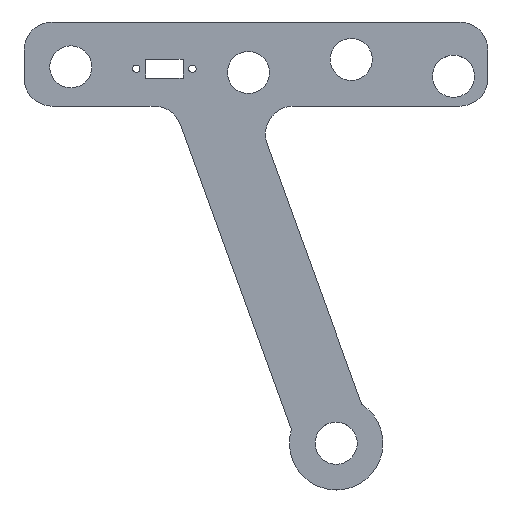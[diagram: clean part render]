
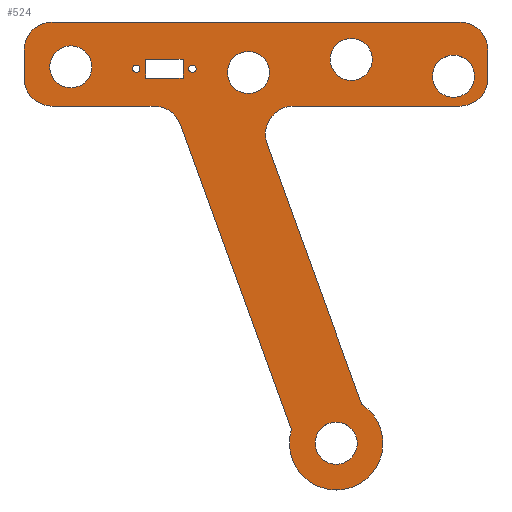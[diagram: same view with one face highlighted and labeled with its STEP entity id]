
A CAD part, top view. The second image highlights one B-rep face of the part: STEP entity #524.
In plain terms, the highlighted planar face has unit normal (0, 0, 1).
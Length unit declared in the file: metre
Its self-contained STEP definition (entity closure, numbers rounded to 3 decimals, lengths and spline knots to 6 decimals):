
#13=CIRCLE('',#547,0.01905);
#15=CIRCLE('',#551,0.01905);
#17=CIRCLE('',#555,0.01905);
#19=CIRCLE('',#559,0.01905);
#21=CIRCLE('',#563,0.03175);
#23=CIRCLE('',#567,0.01905);
#24=CIRCLE('',#570,0.014288);
#26=CIRCLE('',#573,0.014288);
#28=CIRCLE('',#576,0.014288);
#30=CIRCLE('',#579,0.014288);
#32=CIRCLE('',#582,0.014288);
#35=CIRCLE('',#586,0.01905);
#36=CIRCLE('',#589,0.002489);
#37=CIRCLE('',#590,0.002489);
#136=ORIENTED_EDGE('',*,*,#254,.T.);
#137=ORIENTED_EDGE('',*,*,#255,.T.);
#138=ORIENTED_EDGE('',*,*,#202,.F.);
#139=ORIENTED_EDGE('',*,*,#206,.T.);
#140=ORIENTED_EDGE('',*,*,#209,.F.);
#141=ORIENTED_EDGE('',*,*,#212,.T.);
#142=ORIENTED_EDGE('',*,*,#215,.T.);
#143=ORIENTED_EDGE('',*,*,#218,.T.);
#144=ORIENTED_EDGE('',*,*,#221,.T.);
#145=ORIENTED_EDGE('',*,*,#224,.F.);
#146=ORIENTED_EDGE('',*,*,#227,.T.);
#147=ORIENTED_EDGE('',*,*,#230,.T.);
#148=ORIENTED_EDGE('',*,*,#233,.F.);
#149=ORIENTED_EDGE('',*,*,#236,.F.);
#150=ORIENTED_EDGE('',*,*,#239,.F.);
#151=ORIENTED_EDGE('',*,*,#251,.T.);
#152=ORIENTED_EDGE('',*,*,#248,.F.);
#153=ORIENTED_EDGE('',*,*,#246,.F.);
#154=ORIENTED_EDGE('',*,*,#244,.F.);
#155=ORIENTED_EDGE('',*,*,#242,.F.);
#156=ORIENTED_EDGE('',*,*,#240,.F.);
#157=ORIENTED_EDGE('',*,*,#192,.F.);
#158=ORIENTED_EDGE('',*,*,#196,.T.);
#159=ORIENTED_EDGE('',*,*,#199,.T.);
#160=ORIENTED_EDGE('',*,*,#253,.F.);
#192=EDGE_CURVE('',#260,#261,#310,.T.);
#196=EDGE_CURVE('',#260,#263,#314,.T.);
#199=EDGE_CURVE('',#263,#265,#317,.T.);
#202=EDGE_CURVE('',#268,#269,#320,.T.);
#206=EDGE_CURVE('',#268,#271,#13,.T.);
#209=EDGE_CURVE('',#273,#271,#325,.T.);
#212=EDGE_CURVE('',#273,#275,#15,.T.);
#215=EDGE_CURVE('',#275,#277,#329,.T.);
#218=EDGE_CURVE('',#277,#279,#17,.T.);
#221=EDGE_CURVE('',#279,#281,#333,.T.);
#224=EDGE_CURVE('',#283,#281,#19,.T.);
#227=EDGE_CURVE('',#283,#285,#337,.T.);
#230=EDGE_CURVE('',#285,#287,#21,.T.);
#233=EDGE_CURVE('',#289,#287,#341,.T.);
#236=EDGE_CURVE('',#291,#289,#23,.T.);
#239=EDGE_CURVE('',#293,#291,#345,.T.);
#240=EDGE_CURVE('',#294,#294,#24,.T.);
#242=EDGE_CURVE('',#296,#296,#26,.T.);
#244=EDGE_CURVE('',#298,#298,#28,.T.);
#246=EDGE_CURVE('',#300,#300,#30,.T.);
#248=EDGE_CURVE('',#302,#302,#32,.T.);
#251=EDGE_CURVE('',#293,#269,#35,.T.);
#253=EDGE_CURVE('',#261,#265,#347,.T.);
#254=EDGE_CURVE('',#304,#304,#36,.F.);
#255=EDGE_CURVE('',#305,#305,#37,.F.);
#260=VERTEX_POINT('',#754);
#261=VERTEX_POINT('',#756);
#263=VERTEX_POINT('',#762);
#265=VERTEX_POINT('',#768);
#268=VERTEX_POINT('',#775);
#269=VERTEX_POINT('',#777);
#271=VERTEX_POINT('',#783);
#273=VERTEX_POINT('',#789);
#275=VERTEX_POINT('',#795);
#277=VERTEX_POINT('',#801);
#279=VERTEX_POINT('',#807);
#281=VERTEX_POINT('',#813);
#283=VERTEX_POINT('',#819);
#285=VERTEX_POINT('',#825);
#287=VERTEX_POINT('',#831);
#289=VERTEX_POINT('',#837);
#291=VERTEX_POINT('',#843);
#293=VERTEX_POINT('',#849);
#294=VERTEX_POINT('',#853);
#296=VERTEX_POINT('',#858);
#298=VERTEX_POINT('',#863);
#300=VERTEX_POINT('',#868);
#302=VERTEX_POINT('',#873);
#304=VERTEX_POINT('',#884);
#305=VERTEX_POINT('',#886);
#310=LINE('',#755,#350);
#314=LINE('',#763,#354);
#317=LINE('',#769,#357);
#320=LINE('',#776,#360);
#325=LINE('',#790,#365);
#329=LINE('',#802,#369);
#333=LINE('',#814,#373);
#337=LINE('',#826,#377);
#341=LINE('',#838,#381);
#345=LINE('',#850,#385);
#347=LINE('',#881,#387);
#350=VECTOR('',#602,1.);
#354=VECTOR('',#608,1.);
#357=VECTOR('',#613,1.);
#360=VECTOR('',#618,1.);
#365=VECTOR('',#631,1.);
#369=VECTOR('',#643,1.);
#373=VECTOR('',#655,1.);
#377=VECTOR('',#667,1.);
#381=VECTOR('',#679,1.);
#385=VECTOR('',#691,1.);
#387=VECTOR('',#731,1.);
#416=EDGE_LOOP('',(#136));
#417=EDGE_LOOP('',(#137));
#418=EDGE_LOOP('',(#138,#139,#140,#141,#142,#143,#144,#145,#146,#147,#148,
#149,#150,#151));
#419=EDGE_LOOP('',(#152));
#420=EDGE_LOOP('',(#153));
#421=EDGE_LOOP('',(#154));
#422=EDGE_LOOP('',(#155));
#423=EDGE_LOOP('',(#156));
#424=EDGE_LOOP('',(#157,#158,#159,#160));
#466=FACE_BOUND('',#416,.T.);
#467=FACE_BOUND('',#417,.T.);
#468=FACE_BOUND('',#418,.T.);
#469=FACE_BOUND('',#419,.T.);
#470=FACE_BOUND('',#420,.T.);
#471=FACE_BOUND('',#421,.T.);
#472=FACE_BOUND('',#422,.T.);
#473=FACE_BOUND('',#423,.T.);
#474=FACE_BOUND('',#424,.T.);
#499=PLANE('',#588);
#524=ADVANCED_FACE('',(#466,#467,#468,#469,#470,#471,#472,#473,#474),#499,
 .T.);
#547=AXIS2_PLACEMENT_3D('',#784,#625,#626);
#551=AXIS2_PLACEMENT_3D('',#796,#637,#638);
#555=AXIS2_PLACEMENT_3D('',#808,#649,#650);
#559=AXIS2_PLACEMENT_3D('',#820,#661,#662);
#563=AXIS2_PLACEMENT_3D('',#832,#673,#674);
#567=AXIS2_PLACEMENT_3D('',#844,#685,#686);
#570=AXIS2_PLACEMENT_3D('',#852,#694,#695);
#573=AXIS2_PLACEMENT_3D('',#857,#700,#701);
#576=AXIS2_PLACEMENT_3D('',#862,#706,#707);
#579=AXIS2_PLACEMENT_3D('',#867,#712,#713);
#582=AXIS2_PLACEMENT_3D('',#872,#718,#719);
#586=AXIS2_PLACEMENT_3D('',#878,#726,#727);
#588=AXIS2_PLACEMENT_3D('',#882,#732,#733);
#589=AXIS2_PLACEMENT_3D('',#883,#734,#735);
#590=AXIS2_PLACEMENT_3D('',#885,#736,#737);
#602=DIRECTION('',(1.,0.,0.));
#608=DIRECTION('',(0.,1.,0.));
#613=DIRECTION('',(1.,0.,0.));
#618=DIRECTION('',(0.,-1.,0.));
#625=DIRECTION('',(0.,0.,1.));
#626=DIRECTION('',(1.,0.,0.));
#631=DIRECTION('',(1.,0.,0.));
#637=DIRECTION('',(0.,0.,1.));
#638=DIRECTION('',(1.,0.,0.));
#643=DIRECTION('',(0.,-1.,0.));
#649=DIRECTION('',(0.,0.,1.));
#650=DIRECTION('',(1.,0.,0.));
#655=DIRECTION('',(1.,0.,0.));
#661=DIRECTION('',(0.,0.,1.));
#662=DIRECTION('',(1.,0.,0.));
#667=DIRECTION('',(0.342,-0.94,0.));
#673=DIRECTION('',(0.,0.,1.));
#674=DIRECTION('',(1.,0.,0.));
#679=DIRECTION('',(0.342,-0.94,0.));
#685=DIRECTION('',(0.,0.,1.));
#686=DIRECTION('',(1.,0.,0.));
#691=DIRECTION('',(-1.,0.,0.));
#694=DIRECTION('',(0.,0.,1.));
#695=DIRECTION('',(1.,0.,0.));
#700=DIRECTION('',(0.,0.,1.));
#701=DIRECTION('',(1.,0.,0.));
#706=DIRECTION('',(0.,0.,1.));
#707=DIRECTION('',(1.,0.,0.));
#712=DIRECTION('',(0.,0.,1.));
#713=DIRECTION('',(1.,0.,0.));
#718=DIRECTION('',(0.,0.,1.));
#719=DIRECTION('',(1.,0.,0.));
#726=DIRECTION('',(0.,0.,1.));
#727=DIRECTION('',(1.,0.,0.));
#731=DIRECTION('',(0.,1.,0.));
#732=DIRECTION('',(0.,0.,1.));
#733=DIRECTION('',(1.,0.,0.));
#734=DIRECTION('',(0.,0.,1.));
#735=DIRECTION('',(1.,0.,0.));
#736=DIRECTION('',(0.,0.,1.));
#737=DIRECTION('',(1.,0.,0.));
#754=CARTESIAN_POINT('',(-0.06979,-0.00381,0.003175));
#755=CARTESIAN_POINT('',(-0.05709,-0.00381,0.003175));
#756=CARTESIAN_POINT('',(-0.04439,-0.00381,0.003175));
#762=CARTESIAN_POINT('',(-0.06979,0.00889,0.003175));
#763=CARTESIAN_POINT('',(-0.06979,0.00254,0.003175));
#768=CARTESIAN_POINT('',(-0.04439,0.00889,0.003175));
#769=CARTESIAN_POINT('',(-0.05709,0.00889,0.003175));
#775=CARTESIAN_POINT('',(0.16262,0.01524,0.003175));
#776=CARTESIAN_POINT('',(0.16262,0.005715,0.003175));
#777=CARTESIAN_POINT('',(0.16262,-0.00381,0.003175));
#783=CARTESIAN_POINT('',(0.14357,0.03429,0.003175));
#784=CARTESIAN_POINT('',(0.14357,0.01524,0.003175));
#789=CARTESIAN_POINT('',(-0.13329,0.03429,0.003175));
#790=CARTESIAN_POINT('',(0.00514,0.03429,0.003175));
#795=CARTESIAN_POINT('',(-0.15234,0.01524,0.003175));
#796=CARTESIAN_POINT('',(-0.13329,0.01524,0.003175));
#801=CARTESIAN_POINT('',(-0.15234,-0.00381,0.003175));
#802=CARTESIAN_POINT('',(-0.15234,0.005715,0.003175));
#807=CARTESIAN_POINT('',(-0.13329,-0.02286,0.003175));
#808=CARTESIAN_POINT('',(-0.13329,-0.00381,0.003175));
#813=CARTESIAN_POINT('',(-0.064079,-0.02286,0.003175));
#814=CARTESIAN_POINT('',(-0.098684,-0.02286,0.003175));
#819=CARTESIAN_POINT('',(-0.046178,-0.035395,0.003175));
#820=CARTESIAN_POINT('',(-0.064079,-0.04191,0.003175));
#825=CARTESIAN_POINT('',(0.029182,-0.242444,0.003175));
#826=CARTESIAN_POINT('',(-0.008498,-0.138919,0.003175));
#831=CARTESIAN_POINT('',(0.076919,-0.22507,0.003175));
#832=CARTESIAN_POINT('',(0.059566,-0.251658,0.003175));
#837=CARTESIAN_POINT('',(0.012625,-0.048425,0.003175));
#838=CARTESIAN_POINT('',(0.044772,-0.136748,0.003175));
#843=CARTESIAN_POINT('',(0.030527,-0.02286,0.003175));
#844=CARTESIAN_POINT('',(0.030527,-0.04191,0.003175));
#849=CARTESIAN_POINT('',(0.14357,-0.02286,0.003175));
#850=CARTESIAN_POINT('',(0.087048,-0.02286,0.003175));
#852=CARTESIAN_POINT('',(0.059566,-0.251658,0.003175));
#853=CARTESIAN_POINT('',(0.073854,-0.251658,0.003175));
#857=CARTESIAN_POINT('',(-0.12059,0.00381,0.003175));
#858=CARTESIAN_POINT('',(-0.106302,0.00381,0.003175));
#862=CARTESIAN_POINT('',(0.139217,-0.00254,0.003175));
#863=CARTESIAN_POINT('',(0.153505,-0.00254,0.003175));
#867=CARTESIAN_POINT('',(0.069794,0.00889,0.003175));
#868=CARTESIAN_POINT('',(0.084082,0.00889,0.003175));
#872=CARTESIAN_POINT('',(0.,0.,0.003175));
#873=CARTESIAN_POINT('',(0.014288,0.,0.003175));
#878=CARTESIAN_POINT('',(0.14357,-0.00381,0.003175));
#881=CARTESIAN_POINT('',(-0.04439,0.00254,0.003175));
#882=CARTESIAN_POINT('',(0.00514,-0.124559,0.003175));
#883=CARTESIAN_POINT('',(-0.07614,0.00254,0.003175));
#884=CARTESIAN_POINT('',(-0.073651,0.00254,0.003175));
#885=CARTESIAN_POINT('',(-0.03804,0.00254,0.003175));
#886=CARTESIAN_POINT('',(-0.035551,0.00254,0.003175));
